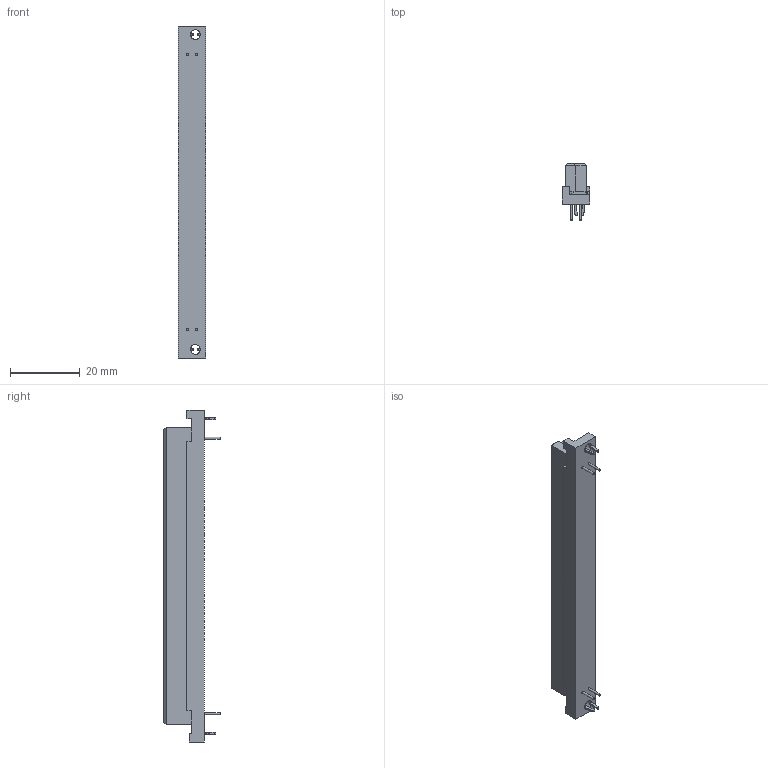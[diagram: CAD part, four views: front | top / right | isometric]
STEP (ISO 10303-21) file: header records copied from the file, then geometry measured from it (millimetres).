
FILE_DESCRIPTION((''),'2;1');
FILE_NAME( '0902_DIN_har-bus_B_straight_female_64_p_clip.stp', '2005-11-23T14:53:26',('User'),('SDRC'),'I-DEAS Master Series 9','UNIX', 'Yes');
FILE_SCHEMA(('AUTOMOTIVE_DESIGN { 1 0 10303 214 1 1 1 1 }'));
Length unit declared in the file: millimetre
Products named in the file (1): 0902_DIN_har-bus_B_straight_female_64_pole_clip
Bounding box: 8 x 16.1 x 94.9 mm (x, y, z)
Volume: 6886.9 mm3; surface area: 3776.3 mm2
Topology: 5 solids, 5 shells, 156 faces, 398 edges, 260 vertices
Faces by surface type: bspline 156
Entity records: 4650 total; most frequent: CARTESIAN_POINT 1889, ORIENTED_EDGE 796, EDGE_CURVE 398, OVER_RIDING_STYLED_ITEM 277, VERTEX_POINT 260, B_SPLINE_CURVE_WITH_KNOTS 178, EDGE_LOOP 168, QUASI_UNIFORM_CURVE 160
